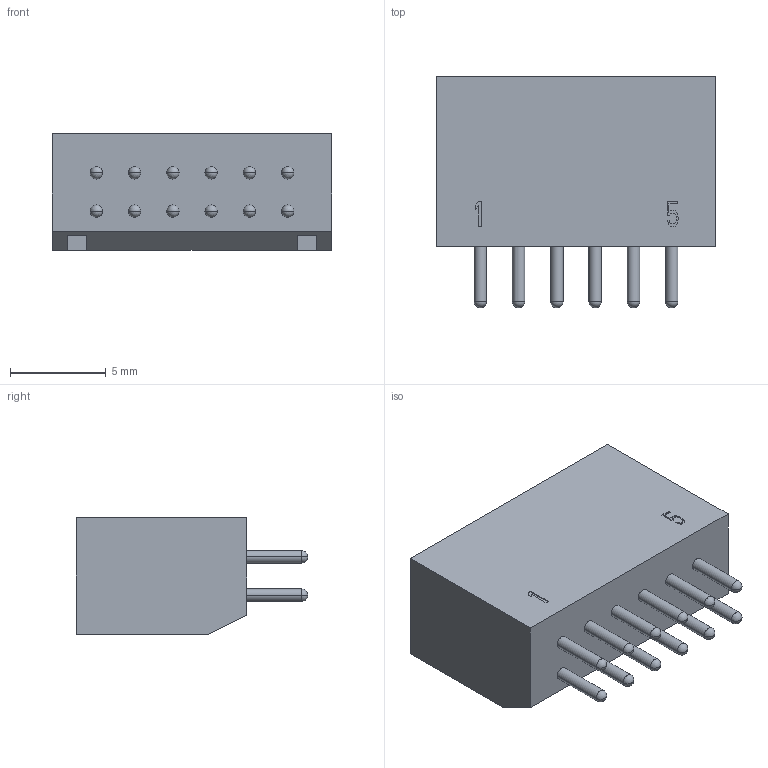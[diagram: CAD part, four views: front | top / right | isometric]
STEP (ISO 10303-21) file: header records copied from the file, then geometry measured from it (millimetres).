
FILE_DESCRIPTION((''),'2;1');
FILE_NAME('PRT0021','2021-04-21T11:30:27',('Exiaobu'),(''),'CREO PARAMETRIC BY PTC INC, 2019010','CREO PARAMETRIC BY PTC INC, 2019010','');
FILE_SCHEMA(('AUTOMOTIVE_DESIGN { 1 0 10303 214 1 1 1 1 }'));
Length unit declared in the file: millimetre
Products named in the file (1): PRT0021
Bounding box: 14.6 x 12.1 x 6.1 mm (x, y, z)
Volume: 401.7 mm3; surface area: 858.6 mm2
Topology: 1 solids, 1 shells, 292 faces, 804 edges, 492 vertices
Faces by surface type: plane 196, cylinder 48, sphere 48
Entity records: 10927 total; most frequent: CARTESIAN_POINT 1542, ORIENTED_EDGE 1512, DIRECTION 1484, EDGE_CURVE 756, VECTOR 612, LINE 612, VERTEX_POINT 492, AXIS2_PLACEMENT_3D 436
